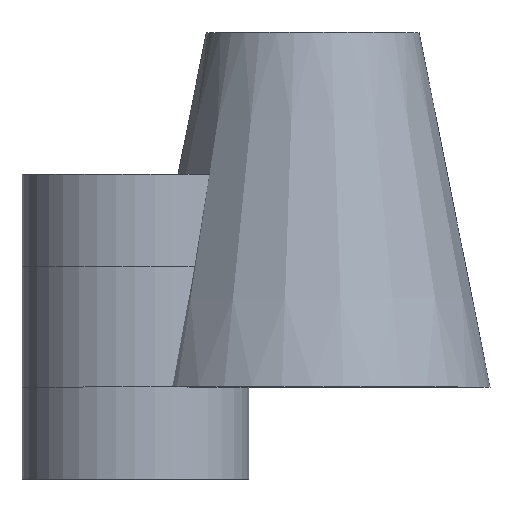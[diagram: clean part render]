
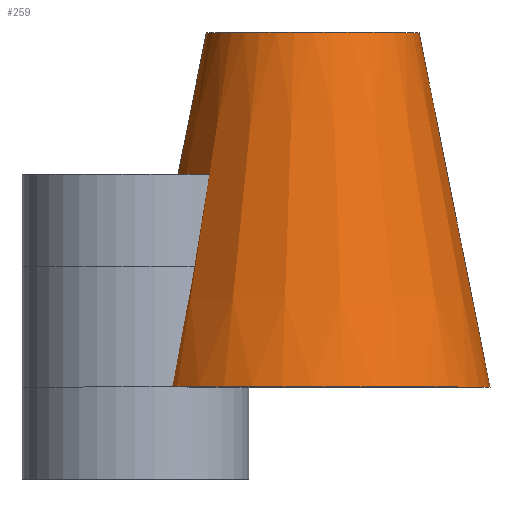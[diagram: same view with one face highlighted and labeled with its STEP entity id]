
A CAD part, top view. The second image highlights one B-rep face of the part: STEP entity #259.
In plain terms, the highlighted conical face has half-angle 11.31 degrees and reference radius 20 mm.
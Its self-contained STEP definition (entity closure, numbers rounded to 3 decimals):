
#31=LINE('',#427,#42);
#42=VECTOR('',#343,20.);
#53=CONICAL_SURFACE('',#297,20.,0.197);
#68=FACE_OUTER_BOUND('',#88,.T.);
#88=EDGE_LOOP('',(#188,#189,#190,#191));
#115=CIRCLE('',#295,25.);
#117=CIRCLE('',#298,15.);
#133=VERTEX_POINT('',#420);
#135=VERTEX_POINT('',#425);
#154=EDGE_CURVE('',#133,#133,#115,.T.);
#156=EDGE_CURVE('',#135,#135,#117,.T.);
#157=EDGE_CURVE('',#135,#133,#31,.T.);
#188=ORIENTED_EDGE('',*,*,#156,.F.);
#189=ORIENTED_EDGE('',*,*,#157,.T.);
#190=ORIENTED_EDGE('',*,*,#154,.T.);
#191=ORIENTED_EDGE('',*,*,#157,.F.);
#259=ADVANCED_FACE('',(#68),#53,.T.);
#295=AXIS2_PLACEMENT_3D('',#421,#335,#336);
#297=AXIS2_PLACEMENT_3D('',#424,#339,#340);
#298=AXIS2_PLACEMENT_3D('',#426,#341,#342);
#335=DIRECTION('center_axis',(0.,1.,0.));
#336=DIRECTION('ref_axis',(1.,0.,0.));
#339=DIRECTION('center_axis',(0.,-1.,0.));
#340=DIRECTION('ref_axis',(-1.,0.,0.));
#341=DIRECTION('center_axis',(0.,1.,0.));
#342=DIRECTION('ref_axis',(1.,0.,0.));
#343=DIRECTION('',(0.196,-0.981,0.));
#420=CARTESIAN_POINT('',(50.,0.,0.));
#421=CARTESIAN_POINT('Origin',(25.,0.,0.));
#424=CARTESIAN_POINT('Origin',(25.,25.,0.));
#425=CARTESIAN_POINT('',(40.,50.,0.));
#426=CARTESIAN_POINT('Origin',(25.,50.,0.));
#427=CARTESIAN_POINT('',(45.,25.,0.));
